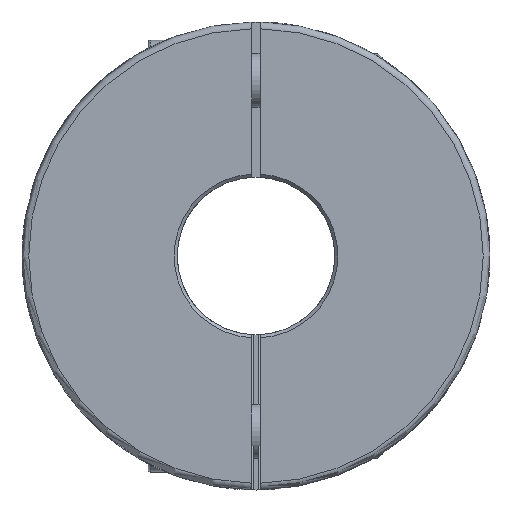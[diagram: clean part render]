
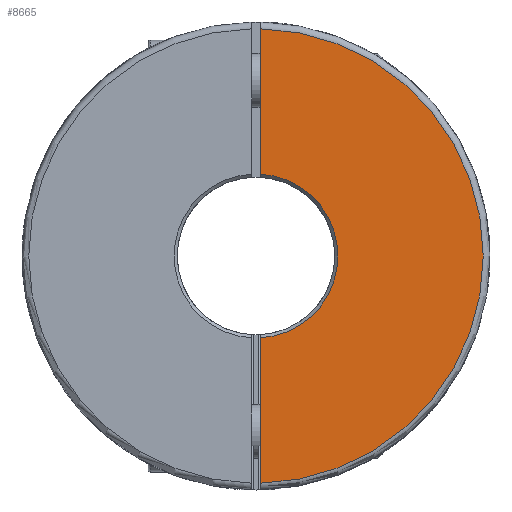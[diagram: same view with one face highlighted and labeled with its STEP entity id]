
A CAD part, left-side view. The second image highlights one B-rep face of the part: STEP entity #8665.
In plain terms, the highlighted planar face has unit normal (-1, 0, 0).
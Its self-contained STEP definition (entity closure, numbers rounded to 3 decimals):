
#127 = CARTESIAN_POINT ( 'NONE',  ( -40.25, -1., 18.173 ) ) ;
#161 = VERTEX_POINT ( 'NONE', #5108 ) ;
#497 = LINE ( 'NONE', #6052, #1004 ) ;
#625 = VERTEX_POINT ( 'NONE', #1910 ) ;
#826 = EDGE_CURVE ( 'NONE', #625, #6234, #8401, .T. ) ;
#910 = CARTESIAN_POINT ( 'NONE',  ( -40.25, -1., 0. ) ) ;
#992 = CARTESIAN_POINT ( 'NONE',  ( -40.25, 0., 0. ) ) ;
#1004 = VECTOR ( 'NONE', #6934, 1000. ) ;
#1399 = FACE_OUTER_BOUND ( 'NONE', #7844, .T. ) ;
#1482 = DIRECTION ( 'NONE',  ( -1., 0., 0. ) ) ;
#1910 = CARTESIAN_POINT ( 'NONE',  ( -40.25, -1., -50.49 ) ) ;
#2655 = AXIS2_PLACEMENT_3D ( 'NONE', #5573, #1482, #6295 ) ;
#3323 = PLANE ( 'NONE',  #7968 ) ;
#3574 = DIRECTION ( 'NONE',  ( 0., 1., 0. ) ) ;
#3584 = CARTESIAN_POINT ( 'NONE',  ( -40.25, -1., 50.49 ) ) ;
#5108 = CARTESIAN_POINT ( 'NONE',  ( -40.25, -1., -18.173 ) ) ;
#5120 = DIRECTION ( 'NONE',  ( 0., 0., -1. ) ) ;
#5202 = EDGE_CURVE ( 'NONE', #625, #161, #497, .T. ) ;
#5324 = ORIENTED_EDGE ( 'NONE', *, *, #5202, .F. ) ;
#5567 = ORIENTED_EDGE ( 'NONE', *, *, #5856, .F. ) ;
#5573 = CARTESIAN_POINT ( 'NONE',  ( -40.25, 0., 0. ) ) ;
#5734 = ORIENTED_EDGE ( 'NONE', *, *, #826, .T. ) ;
#5813 = LINE ( 'NONE', #910, #8000 ) ;
#5856 = EDGE_CURVE ( 'NONE', #7741, #6234, #5813, .T. ) ;
#6052 = CARTESIAN_POINT ( 'NONE',  ( -40.25, -1., 0. ) ) ;
#6234 = VERTEX_POINT ( 'NONE', #3584 ) ;
#6295 = DIRECTION ( 'NONE',  ( 0., 0., -1. ) ) ;
#6553 = DIRECTION ( 'NONE',  ( 0., 0., 1. ) ) ;
#6934 = DIRECTION ( 'NONE',  ( 0., 0., 1. ) ) ;
#7240 = CIRCLE ( 'NONE', #8427, 18.2 ) ;
#7741 = VERTEX_POINT ( 'NONE', #127 ) ;
#7844 = EDGE_LOOP ( 'NONE', ( #5324, #5734, #5567, #8893 ) ) ;
#7900 = DIRECTION ( 'NONE',  ( 1., 0., 0. ) ) ;
#7968 = AXIS2_PLACEMENT_3D ( 'NONE', #8929, #8529, #3574 ) ;
#8000 = VECTOR ( 'NONE', #6553, 1000. ) ;
#8401 = CIRCLE ( 'NONE', #2655, 50.5 ) ;
#8427 = AXIS2_PLACEMENT_3D ( 'NONE', #992, #7900, #5120 ) ;
#8529 = DIRECTION ( 'NONE',  ( 1., 0., 0. ) ) ;
#8665 = ADVANCED_FACE ( 'NONE', ( #1399 ), #3323, .F. ) ;
#8893 = ORIENTED_EDGE ( 'NONE', *, *, #9053, .T. ) ;
#8929 = CARTESIAN_POINT ( 'NONE',  ( -40.25, 0., 0. ) ) ;
#9053 = EDGE_CURVE ( 'NONE', #7741, #161, #7240, .T. ) ;
